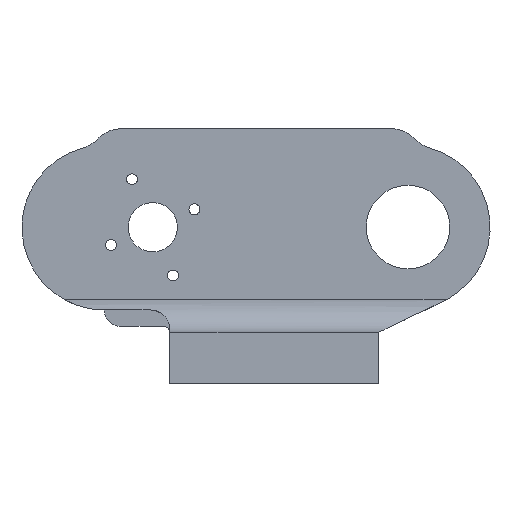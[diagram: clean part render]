
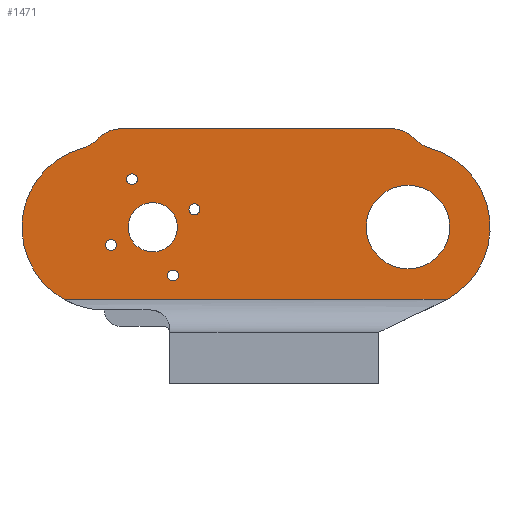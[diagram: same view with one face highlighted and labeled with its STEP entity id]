
A CAD part, left-side view. The second image highlights one B-rep face of the part: STEP entity #1471.
In plain terms, the highlighted planar face has unit normal (-1, 0, 0).
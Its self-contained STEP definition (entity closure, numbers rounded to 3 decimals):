
#26=FACE_BOUND('',#203,.T.);
#27=FACE_BOUND('',#204,.T.);
#28=FACE_BOUND('',#205,.T.);
#29=FACE_BOUND('',#206,.T.);
#30=FACE_BOUND('',#207,.T.);
#31=FACE_BOUND('',#208,.T.);
#82=PLANE('',#1605);
#125=FACE_OUTER_BOUND('',#202,.T.);
#202=EDGE_LOOP('',(#1117,#1118,#1119,#1120,#1121,#1122,#1123,#1124));
#203=EDGE_LOOP('',(#1125,#1126));
#204=EDGE_LOOP('',(#1127,#1128));
#205=EDGE_LOOP('',(#1129,#1130));
#206=EDGE_LOOP('',(#1131,#1132));
#207=EDGE_LOOP('',(#1133));
#208=EDGE_LOOP('',(#1134));
#320=LINE('',#2370,#422);
#329=LINE('',#2440,#431);
#422=VECTOR('',#1846,92.44);
#431=VECTOR('',#1915,10.);
#506=CIRCLE('',#1573,10.);
#523=CIRCLE('',#1594,10.);
#524=CIRCLE('',#1596,10.);
#527=CIRCLE('',#1602,10.);
#528=CIRCLE('',#1606,25.077);
#529=CIRCLE('',#1607,25.);
#530=CIRCLE('',#1608,1.665);
#531=CIRCLE('',#1609,1.665);
#532=CIRCLE('',#1610,1.665);
#533=CIRCLE('',#1611,1.665);
#534=CIRCLE('',#1612,1.665);
#535=CIRCLE('',#1613,1.665);
#536=CIRCLE('',#1614,1.665);
#537=CIRCLE('',#1615,1.665);
#538=CIRCLE('',#1616,7.5);
#539=CIRCLE('',#1617,12.7);
#638=VERTEX_POINT('',#2360);
#639=VERTEX_POINT('',#2362);
#641=VERTEX_POINT('',#2368);
#658=VERTEX_POINT('',#2408);
#659=VERTEX_POINT('',#2412);
#662=VERTEX_POINT('',#2424);
#665=VERTEX_POINT('',#2432);
#666=VERTEX_POINT('',#2439);
#667=VERTEX_POINT('',#2452);
#668=VERTEX_POINT('',#2453);
#669=VERTEX_POINT('',#2456);
#670=VERTEX_POINT('',#2457);
#671=VERTEX_POINT('',#2460);
#672=VERTEX_POINT('',#2461);
#673=VERTEX_POINT('',#2464);
#674=VERTEX_POINT('',#2465);
#675=VERTEX_POINT('',#2468);
#676=VERTEX_POINT('',#2470);
#806=EDGE_CURVE('',#638,#639,#506,.T.);
#810=EDGE_CURVE('',#641,#638,#320,.T.);
#829=EDGE_CURVE('',#658,#641,#523,.T.);
#831=EDGE_CURVE('',#639,#659,#524,.T.);
#838=EDGE_CURVE('',#662,#658,#527,.T.);
#842=EDGE_CURVE('',#665,#666,#329,.T.);
#844=EDGE_CURVE('',#666,#662,#528,.T.);
#845=EDGE_CURVE('',#659,#665,#529,.T.);
#846=EDGE_CURVE('',#667,#668,#530,.T.);
#847=EDGE_CURVE('',#668,#667,#531,.T.);
#848=EDGE_CURVE('',#669,#670,#532,.T.);
#849=EDGE_CURVE('',#670,#669,#533,.T.);
#850=EDGE_CURVE('',#671,#672,#534,.T.);
#851=EDGE_CURVE('',#672,#671,#535,.T.);
#852=EDGE_CURVE('',#673,#674,#536,.T.);
#853=EDGE_CURVE('',#674,#673,#537,.T.);
#854=EDGE_CURVE('',#675,#675,#538,.T.);
#855=EDGE_CURVE('',#676,#676,#539,.T.);
#1117=ORIENTED_EDGE('',*,*,#806,.F.);
#1118=ORIENTED_EDGE('',*,*,#810,.F.);
#1119=ORIENTED_EDGE('',*,*,#829,.F.);
#1120=ORIENTED_EDGE('',*,*,#838,.F.);
#1121=ORIENTED_EDGE('',*,*,#844,.F.);
#1122=ORIENTED_EDGE('',*,*,#842,.F.);
#1123=ORIENTED_EDGE('',*,*,#845,.F.);
#1124=ORIENTED_EDGE('',*,*,#831,.F.);
#1125=ORIENTED_EDGE('',*,*,#846,.T.);
#1126=ORIENTED_EDGE('',*,*,#847,.T.);
#1127=ORIENTED_EDGE('',*,*,#848,.T.);
#1128=ORIENTED_EDGE('',*,*,#849,.T.);
#1129=ORIENTED_EDGE('',*,*,#850,.T.);
#1130=ORIENTED_EDGE('',*,*,#851,.T.);
#1131=ORIENTED_EDGE('',*,*,#852,.T.);
#1132=ORIENTED_EDGE('',*,*,#853,.T.);
#1133=ORIENTED_EDGE('',*,*,#854,.T.);
#1134=ORIENTED_EDGE('',*,*,#855,.T.);
#1471=ADVANCED_FACE('',(#125,#26,#27,#28,#29,#30,#31),#82,.F.);
#1573=AXIS2_PLACEMENT_3D('',#2363,#1839,#1840);
#1594=AXIS2_PLACEMENT_3D('',#2409,#1887,#1888);
#1596=AXIS2_PLACEMENT_3D('',#2413,#1892,#1893);
#1602=AXIS2_PLACEMENT_3D('',#2426,#1908,#1909);
#1605=AXIS2_PLACEMENT_3D('',#2449,#1916,#1917);
#1606=AXIS2_PLACEMENT_3D('',#2450,#1918,#1919);
#1607=AXIS2_PLACEMENT_3D('',#2451,#1920,#1921);
#1608=AXIS2_PLACEMENT_3D('',#2454,#1922,#1923);
#1609=AXIS2_PLACEMENT_3D('',#2455,#1924,#1925);
#1610=AXIS2_PLACEMENT_3D('',#2458,#1926,#1927);
#1611=AXIS2_PLACEMENT_3D('',#2459,#1928,#1929);
#1612=AXIS2_PLACEMENT_3D('',#2462,#1930,#1931);
#1613=AXIS2_PLACEMENT_3D('',#2463,#1932,#1933);
#1614=AXIS2_PLACEMENT_3D('',#2466,#1934,#1935);
#1615=AXIS2_PLACEMENT_3D('',#2467,#1936,#1937);
#1616=AXIS2_PLACEMENT_3D('',#2469,#1938,#1939);
#1617=AXIS2_PLACEMENT_3D('',#2471,#1940,#1941);
#1839=DIRECTION('center_axis',(1.,0.,0.));
#1840=DIRECTION('ref_axis',(0.,-0.395,0.919));
#1846=DIRECTION('',(0.,-1.,0.001));
#1887=DIRECTION('center_axis',(1.,0.,0.));
#1888=DIRECTION('ref_axis',(0.,0.396,0.918));
#1892=DIRECTION('center_axis',(-1.,0.,0.));
#1893=DIRECTION('ref_axis',(0.,0.264,-0.964));
#1908=DIRECTION('center_axis',(-1.,0.,0.));
#1909=DIRECTION('ref_axis',(0.,-0.265,-0.964));
#1915=DIRECTION('',(0.,1.,-0.001));
#1916=DIRECTION('center_axis',(1.,0.,0.));
#1917=DIRECTION('ref_axis',(0.,1.,-0.001));
#1918=DIRECTION('center_axis',(1.,0.,0.));
#1919=DIRECTION('ref_axis',(0.,-1.,0.001));
#1920=DIRECTION('center_axis',(1.,0.,0.));
#1921=DIRECTION('ref_axis',(0.,1.,-0.001));
#1922=DIRECTION('center_axis',(1.,0.,0.));
#1923=DIRECTION('ref_axis',(0.,1.,-0.001));
#1924=DIRECTION('center_axis',(1.,0.,0.));
#1925=DIRECTION('ref_axis',(0.,1.,-0.001));
#1926=DIRECTION('center_axis',(1.,0.,0.));
#1927=DIRECTION('ref_axis',(0.,1.,-0.001));
#1928=DIRECTION('center_axis',(1.,0.,0.));
#1929=DIRECTION('ref_axis',(0.,1.,-0.001));
#1930=DIRECTION('center_axis',(1.,0.,0.));
#1931=DIRECTION('ref_axis',(0.,1.,-0.001));
#1932=DIRECTION('center_axis',(1.,0.,0.));
#1933=DIRECTION('ref_axis',(0.,1.,-0.001));
#1934=DIRECTION('center_axis',(1.,0.,0.));
#1935=DIRECTION('ref_axis',(0.,1.,-0.001));
#1936=DIRECTION('center_axis',(1.,0.,0.));
#1937=DIRECTION('ref_axis',(0.,1.,-0.001));
#1938=DIRECTION('center_axis',(1.,0.,0.));
#1939=DIRECTION('ref_axis',(0.,1.,-0.001));
#1940=DIRECTION('center_axis',(1.,0.,0.));
#1941=DIRECTION('ref_axis',(0.,1.,-0.001));
#2360=CARTESIAN_POINT('',(159.295,347.563,575.522));
#2362=CARTESIAN_POINT('',(159.295,340.3,572.401));
#2363=CARTESIAN_POINT('Origin',(159.295,347.558,565.522));
#2368=CARTESIAN_POINT('',(159.295,429.499,575.477));
#2370=CARTESIAN_POINT('',(159.295,434.75,575.474));
#2408=CARTESIAN_POINT('',(159.295,436.757,572.35));
#2409=CARTESIAN_POINT('Origin',(159.295,429.493,565.477));
#2412=CARTESIAN_POINT('',(159.295,335.685,569.635));
#2413=CARTESIAN_POINT('Origin',(159.295,333.042,579.28));
#2424=CARTESIAN_POINT('',(159.295,441.374,569.579));
#2426=CARTESIAN_POINT('Origin',(159.295,444.021,579.222));
#2432=CARTESIAN_POINT('',(159.295,330.407,523.531));
#2439=CARTESIAN_POINT('',(159.295,446.898,523.468));
#2440=CARTESIAN_POINT('',(159.295,346.782,523.522));
#2449=CARTESIAN_POINT('Origin',(159.295,342.294,545.525));
#2450=CARTESIAN_POINT('Origin',(159.295,434.734,545.397));
#2451=CARTESIAN_POINT('Origin',(159.295,342.294,545.525));
#2452=CARTESIAN_POINT('',(159.295,434.394,540.106));
#2453=CARTESIAN_POINT('',(159.295,431.064,540.108));
#2454=CARTESIAN_POINT('Origin',(159.295,432.729,540.107));
#2455=CARTESIAN_POINT('Origin',(159.295,432.729,540.107));
#2456=CARTESIAN_POINT('',(159.295,427.97,560.101));
#2457=CARTESIAN_POINT('',(159.295,424.64,560.103));
#2458=CARTESIAN_POINT('Origin',(159.295,426.305,560.102));
#2459=CARTESIAN_POINT('Origin',(159.295,426.305,560.102));
#2460=CARTESIAN_POINT('',(159.295,408.968,550.962));
#2461=CARTESIAN_POINT('',(159.295,405.638,550.964));
#2462=CARTESIAN_POINT('Origin',(159.295,407.303,550.963));
#2463=CARTESIAN_POINT('Origin',(159.295,407.303,550.963));
#2464=CARTESIAN_POINT('',(159.295,415.464,530.812));
#2465=CARTESIAN_POINT('',(159.295,412.134,530.813));
#2466=CARTESIAN_POINT('Origin',(159.295,413.799,530.812));
#2467=CARTESIAN_POINT('Origin',(159.295,413.799,530.812));
#2468=CARTESIAN_POINT('',(159.295,427.494,545.478));
#2469=CARTESIAN_POINT('Origin',(159.295,419.994,545.482));
#2470=CARTESIAN_POINT('',(159.295,354.994,545.518));
#2471=CARTESIAN_POINT('Origin',(159.295,342.294,545.525));
